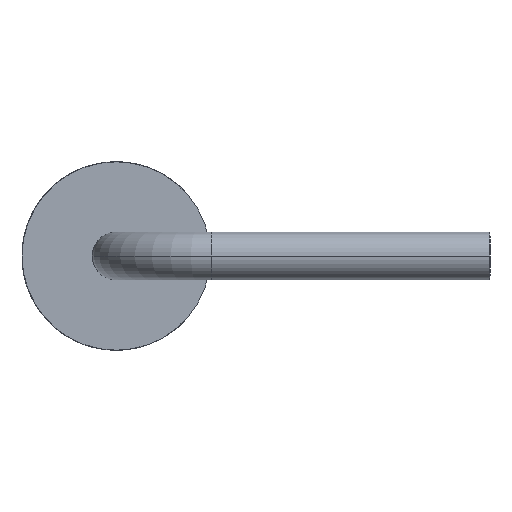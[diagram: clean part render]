
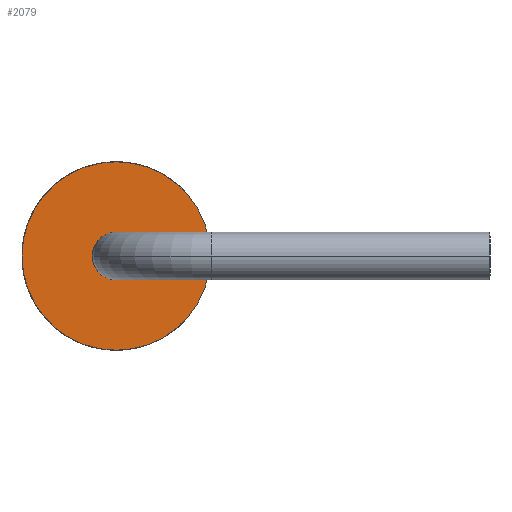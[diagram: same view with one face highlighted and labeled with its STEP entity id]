
A CAD part, left-side view. The second image highlights one B-rep face of the part: STEP entity #2079.
In plain terms, the highlighted planar face has unit normal (-1, 0, 0).
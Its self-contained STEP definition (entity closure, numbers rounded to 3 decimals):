
#126 = AXIS2_PLACEMENT_3D ( 'NONE', #2901, #867, #2531 ) ;
#147 = DIRECTION ( 'NONE',  ( 0., 0., -1. ) ) ;
#265 = CARTESIAN_POINT ( 'NONE',  ( 3.07, 3.55, 0. ) ) ;
#276 = CIRCLE ( 'NONE', #2148, 1.55 ) ;
#436 = CARTESIAN_POINT ( 'NONE',  ( 3.07, 3.55, 0. ) ) ;
#517 = EDGE_CURVE ( 'NONE', #1146, #2033, #276, .T. ) ;
#713 = DIRECTION ( 'NONE',  ( 0., 0., -1. ) ) ;
#845 = EDGE_LOOP ( 'NONE', ( #4928, #3192 ) ) ;
#867 = DIRECTION ( 'NONE',  ( -1., 0., 0. ) ) ;
#958 = AXIS2_PLACEMENT_3D ( 'NONE', #265, #3473, #713 ) ;
#971 = CARTESIAN_POINT ( 'NONE',  ( 3.07, 3.55, 0. ) ) ;
#1146 = VERTEX_POINT ( 'NONE', #2736 ) ;
#1317 = DIRECTION ( 'NONE',  ( 0., 0., -1. ) ) ;
#1393 = CIRCLE ( 'NONE', #2439, 1.55 ) ;
#1462 = VERTEX_POINT ( 'NONE', #4052 ) ;
#1691 = EDGE_CURVE ( 'NONE', #1462, #1902, #4901, .T. ) ;
#1857 = EDGE_CURVE ( 'NONE', #2033, #1146, #1393, .T. ) ;
#1902 = VERTEX_POINT ( 'NONE', #4947 ) ;
#2007 = FACE_BOUND ( 'NONE', #2468, .T. ) ;
#2033 = VERTEX_POINT ( 'NONE', #4392 ) ;
#2079 = ADVANCED_FACE ( 'NONE', ( #2007, #2794 ), #4426, .F. ) ;
#2148 = AXIS2_PLACEMENT_3D ( 'NONE', #436, #4975, #3365 ) ;
#2172 = CIRCLE ( 'NONE', #126, 0.394 ) ;
#2439 = AXIS2_PLACEMENT_3D ( 'NONE', #971, #3015, #147 ) ;
#2468 = EDGE_LOOP ( 'NONE', ( #4397, #3327 ) ) ;
#2517 = DIRECTION ( 'NONE',  ( 1., 0., 0. ) ) ;
#2531 = DIRECTION ( 'NONE',  ( 0., 0., -1. ) ) ;
#2736 = CARTESIAN_POINT ( 'NONE',  ( 3.07, 3.55, 1.55 ) ) ;
#2791 = AXIS2_PLACEMENT_3D ( 'NONE', #4221, #2517, #1317 ) ;
#2794 = FACE_OUTER_BOUND ( 'NONE', #845, .T. ) ;
#2901 = CARTESIAN_POINT ( 'NONE',  ( 3.07, 3.55, 0. ) ) ;
#3015 = DIRECTION ( 'NONE',  ( 1., 0., 0. ) ) ;
#3192 = ORIENTED_EDGE ( 'NONE', *, *, #1857, .F. ) ;
#3327 = ORIENTED_EDGE ( 'NONE', *, *, #3590, .F. ) ;
#3365 = DIRECTION ( 'NONE',  ( 0., 0., -1. ) ) ;
#3473 = DIRECTION ( 'NONE',  ( -1., 0., 0. ) ) ;
#3590 = EDGE_CURVE ( 'NONE', #1902, #1462, #2172, .T. ) ;
#4052 = CARTESIAN_POINT ( 'NONE',  ( 3.07, 3.156, 0. ) ) ;
#4221 = CARTESIAN_POINT ( 'NONE',  ( 3.07, 3.55, 0. ) ) ;
#4392 = CARTESIAN_POINT ( 'NONE',  ( 3.07, 3.55, -1.55 ) ) ;
#4397 = ORIENTED_EDGE ( 'NONE', *, *, #1691, .F. ) ;
#4426 = PLANE ( 'NONE',  #2791 ) ;
#4901 = CIRCLE ( 'NONE', #958, 0.394 ) ;
#4928 = ORIENTED_EDGE ( 'NONE', *, *, #517, .F. ) ;
#4947 = CARTESIAN_POINT ( 'NONE',  ( 3.07, 3.944, 0. ) ) ;
#4975 = DIRECTION ( 'NONE',  ( 1., 0., 0. ) ) ;
